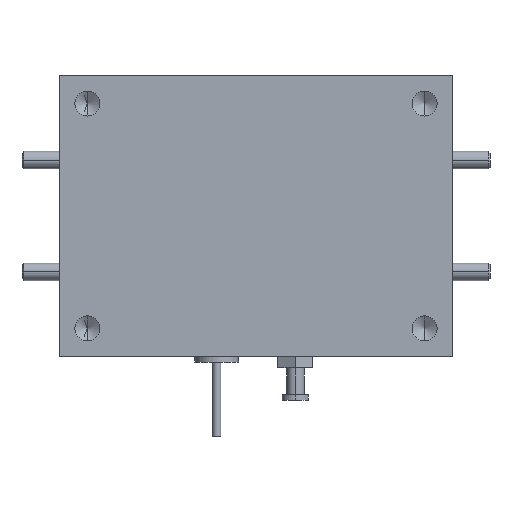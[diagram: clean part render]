
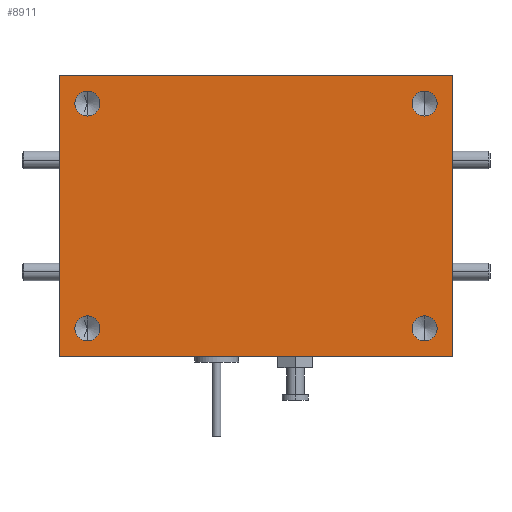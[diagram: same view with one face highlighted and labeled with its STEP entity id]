
A CAD part, front view. The second image highlights one B-rep face of the part: STEP entity #8911.
In plain terms, the highlighted planar face has unit normal (0, -1, 0).
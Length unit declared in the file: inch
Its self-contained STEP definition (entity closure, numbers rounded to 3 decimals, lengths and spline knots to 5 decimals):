
#67 = CIRCLE ( 'NONE', #15594, 0.0445 ) ;
#76 = EDGE_CURVE ( 'NONE', #13951, #11447, #611, .T. ) ;
#87 = VERTEX_POINT ( 'NONE', #524 ) ;
#181 = AXIS2_PLACEMENT_3D ( 'NONE', #2940, #1622, #11322 ) ;
#265 = DIRECTION ( 'NONE',  ( 0., -1., 0. ) ) ;
#279 = AXIS2_PLACEMENT_3D ( 'NONE', #9908, #5660, #15778 ) ;
#313 = DIRECTION ( 'NONE',  ( 0., -1., 0. ) ) ;
#371 = EDGE_CURVE ( 'NONE', #11447, #16064, #2615, .T. ) ;
#492 = FACE_BOUND ( 'NONE', #4980, .T. ) ;
#506 = DIRECTION ( 'NONE',  ( 0., -1., 0. ) ) ;
#524 = CARTESIAN_POINT ( 'NONE',  ( -0.6, -0.375, 0.3555 ) ) ;
#611 = LINE ( 'NONE', #3333, #15770 ) ;
#962 = DIRECTION ( 'NONE',  ( 0., -1., 0. ) ) ;
#1345 = CARTESIAN_POINT ( 'NONE',  ( 0.6, -0.375, 0.4445 ) ) ;
#1621 = AXIS2_PLACEMENT_3D ( 'NONE', #1941, #13008, #5827 ) ;
#1622 = DIRECTION ( 'NONE',  ( 0., -1., 0. ) ) ;
#1642 = CIRCLE ( 'NONE', #17175, 0.0445 ) ;
#1856 = PLANE ( 'NONE',  #2737 ) ;
#1941 = CARTESIAN_POINT ( 'NONE',  ( 0.6, -0.375, -0.4 ) ) ;
#1980 = EDGE_LOOP ( 'NONE', ( #4236, #14578, #8456, #6022 ) ) ;
#2365 = AXIS2_PLACEMENT_3D ( 'NONE', #17550, #962, #2404 ) ;
#2404 = DIRECTION ( 'NONE',  ( 0., 0., -1. ) ) ;
#2535 = ORIENTED_EDGE ( 'NONE', *, *, #4208, .F. ) ;
#2615 = LINE ( 'NONE', #6734, #17544 ) ;
#2737 = AXIS2_PLACEMENT_3D ( 'NONE', #16340, #13751, #8257 ) ;
#2742 = CARTESIAN_POINT ( 'NONE',  ( 0.7, -0.375, -0.5 ) ) ;
#2940 = CARTESIAN_POINT ( 'NONE',  ( -0.6, -0.375, -0.4 ) ) ;
#3138 = CARTESIAN_POINT ( 'NONE',  ( 0.6, -0.375, -0.4445 ) ) ;
#3202 = FACE_OUTER_BOUND ( 'NONE', #1980, .T. ) ;
#3267 = CIRCLE ( 'NONE', #12920, 0.0445 ) ;
#3294 = FACE_BOUND ( 'NONE', #10991, .T. ) ;
#3333 = CARTESIAN_POINT ( 'NONE',  ( 0.7, -0.375, 0.5 ) ) ;
#3602 = DIRECTION ( 'NONE',  ( 1., 0., 0. ) ) ;
#3825 = AXIS2_PLACEMENT_3D ( 'NONE', #11476, #313, #7457 ) ;
#3937 = EDGE_CURVE ( 'NONE', #16064, #12445, #15011, .T. ) ;
#4208 = EDGE_CURVE ( 'NONE', #17748, #5370, #15259, .T. ) ;
#4236 = ORIENTED_EDGE ( 'NONE', *, *, #7642, .F. ) ;
#4412 = EDGE_CURVE ( 'NONE', #16046, #87, #11747, .T. ) ;
#4980 = EDGE_LOOP ( 'NONE', ( #9034, #12623 ) ) ;
#5085 = EDGE_CURVE ( 'NONE', #14615, #14644, #3267, .T. ) ;
#5228 = EDGE_LOOP ( 'NONE', ( #16105, #2535 ) ) ;
#5370 = VERTEX_POINT ( 'NONE', #3138 ) ;
#5426 = CARTESIAN_POINT ( 'NONE',  ( 0.6, -0.375, 0.3555 ) ) ;
#5660 = DIRECTION ( 'NONE',  ( 0., -1., 0. ) ) ;
#5827 = DIRECTION ( 'NONE',  ( 0., 0., -1. ) ) ;
#5829 = CARTESIAN_POINT ( 'NONE',  ( -0.6, -0.375, -0.4445 ) ) ;
#5919 = ORIENTED_EDGE ( 'NONE', *, *, #13204, .F. ) ;
#5953 = DIRECTION ( 'NONE',  ( 0., 0., -1. ) ) ;
#6022 = ORIENTED_EDGE ( 'NONE', *, *, #76, .F. ) ;
#6236 = VECTOR ( 'NONE', #6434, 39.37008 ) ;
#6434 = DIRECTION ( 'NONE',  ( -1., 0., 0. ) ) ;
#6734 = CARTESIAN_POINT ( 'NONE',  ( 0.7, -0.375, -0.5 ) ) ;
#6902 = EDGE_LOOP ( 'NONE', ( #8614, #10568 ) ) ;
#7099 = DIRECTION ( 'NONE',  ( 0., -1., 0. ) ) ;
#7457 = DIRECTION ( 'NONE',  ( 0., 0., -1. ) ) ;
#7642 = EDGE_CURVE ( 'NONE', #12445, #13951, #17707, .T. ) ;
#8149 = CARTESIAN_POINT ( 'NONE',  ( -0.6, -0.375, -0.3555 ) ) ;
#8257 = DIRECTION ( 'NONE',  ( 0., 0., -1. ) ) ;
#8451 = EDGE_CURVE ( 'NONE', #11073, #12743, #67, .T. ) ;
#8456 = ORIENTED_EDGE ( 'NONE', *, *, #371, .F. ) ;
#8614 = ORIENTED_EDGE ( 'NONE', *, *, #5085, .F. ) ;
#8673 = CIRCLE ( 'NONE', #181, 0.0445 ) ;
#8911 = ADVANCED_FACE ( 'NONE', ( #3294, #9009, #10271, #492, #3202 ), #1856, .T. ) ;
#9009 = FACE_BOUND ( 'NONE', #6902, .T. ) ;
#9034 = ORIENTED_EDGE ( 'NONE', *, *, #12097, .F. ) ;
#9051 = CARTESIAN_POINT ( 'NONE',  ( -0.7, -0.375, -0.5 ) ) ;
#9540 = CARTESIAN_POINT ( 'NONE',  ( -0.7, -0.375, 0.5 ) ) ;
#9625 = EDGE_CURVE ( 'NONE', #5370, #17748, #13917, .T. ) ;
#9644 = CIRCLE ( 'NONE', #279, 0.0445 ) ;
#9835 = CARTESIAN_POINT ( 'NONE',  ( -0.7, -0.375, 0.5 ) ) ;
#9908 = CARTESIAN_POINT ( 'NONE',  ( 0.6, -0.375, 0.4 ) ) ;
#10271 = FACE_BOUND ( 'NONE', #5228, .T. ) ;
#10568 = ORIENTED_EDGE ( 'NONE', *, *, #17796, .F. ) ;
#10991 = EDGE_LOOP ( 'NONE', ( #5919, #17487 ) ) ;
#11073 = VERTEX_POINT ( 'NONE', #8149 ) ;
#11322 = DIRECTION ( 'NONE',  ( 0., 0., -1. ) ) ;
#11447 = VERTEX_POINT ( 'NONE', #14166 ) ;
#11476 = CARTESIAN_POINT ( 'NONE',  ( -0.6, -0.375, 0.4 ) ) ;
#11510 = CARTESIAN_POINT ( 'NONE',  ( -0.6, -0.375, -0.4 ) ) ;
#11747 = CIRCLE ( 'NONE', #3825, 0.0445 ) ;
#12071 = DIRECTION ( 'NONE',  ( 0., 0., -1. ) ) ;
#12097 = EDGE_CURVE ( 'NONE', #12743, #11073, #8673, .T. ) ;
#12220 = CARTESIAN_POINT ( 'NONE',  ( 0.6, -0.375, -0.3555 ) ) ;
#12445 = VERTEX_POINT ( 'NONE', #15365 ) ;
#12598 = VECTOR ( 'NONE', #13571, 39.37008 ) ;
#12623 = ORIENTED_EDGE ( 'NONE', *, *, #8451, .F. ) ;
#12743 = VERTEX_POINT ( 'NONE', #5829 ) ;
#12878 = DIRECTION ( 'NONE',  ( 0., 0., -1. ) ) ;
#12920 = AXIS2_PLACEMENT_3D ( 'NONE', #13098, #265, #16980 ) ;
#13008 = DIRECTION ( 'NONE',  ( 0., -1., 0. ) ) ;
#13098 = CARTESIAN_POINT ( 'NONE',  ( 0.6, -0.375, 0.4 ) ) ;
#13204 = EDGE_CURVE ( 'NONE', #87, #16046, #1642, .T. ) ;
#13571 = DIRECTION ( 'NONE',  ( 0., 0., 1. ) ) ;
#13751 = DIRECTION ( 'NONE',  ( 0., -1., 0. ) ) ;
#13917 = CIRCLE ( 'NONE', #1621, 0.0445 ) ;
#13951 = VERTEX_POINT ( 'NONE', #9835 ) ;
#14166 = CARTESIAN_POINT ( 'NONE',  ( 0.7, -0.375, 0.5 ) ) ;
#14434 = CARTESIAN_POINT ( 'NONE',  ( -0.6, -0.375, 0.4 ) ) ;
#14578 = ORIENTED_EDGE ( 'NONE', *, *, #3937, .F. ) ;
#14615 = VERTEX_POINT ( 'NONE', #5426 ) ;
#14644 = VERTEX_POINT ( 'NONE', #1345 ) ;
#15011 = LINE ( 'NONE', #9051, #6236 ) ;
#15259 = CIRCLE ( 'NONE', #2365, 0.0445 ) ;
#15325 = CARTESIAN_POINT ( 'NONE',  ( -0.6, -0.375, 0.4445 ) ) ;
#15365 = CARTESIAN_POINT ( 'NONE',  ( -0.7, -0.375, -0.5 ) ) ;
#15594 = AXIS2_PLACEMENT_3D ( 'NONE', #11510, #7099, #12878 ) ;
#15770 = VECTOR ( 'NONE', #3602, 39.37008 ) ;
#15778 = DIRECTION ( 'NONE',  ( 0., 0., -1. ) ) ;
#16046 = VERTEX_POINT ( 'NONE', #15325 ) ;
#16064 = VERTEX_POINT ( 'NONE', #2742 ) ;
#16105 = ORIENTED_EDGE ( 'NONE', *, *, #9625, .F. ) ;
#16340 = CARTESIAN_POINT ( 'NONE',  ( 0., -0.375, 0. ) ) ;
#16980 = DIRECTION ( 'NONE',  ( 0., 0., -1. ) ) ;
#17175 = AXIS2_PLACEMENT_3D ( 'NONE', #14434, #506, #5953 ) ;
#17487 = ORIENTED_EDGE ( 'NONE', *, *, #4412, .F. ) ;
#17544 = VECTOR ( 'NONE', #12071, 39.37008 ) ;
#17550 = CARTESIAN_POINT ( 'NONE',  ( 0.6, -0.375, -0.4 ) ) ;
#17707 = LINE ( 'NONE', #9540, #12598 ) ;
#17748 = VERTEX_POINT ( 'NONE', #12220 ) ;
#17796 = EDGE_CURVE ( 'NONE', #14644, #14615, #9644, .T. ) ;
